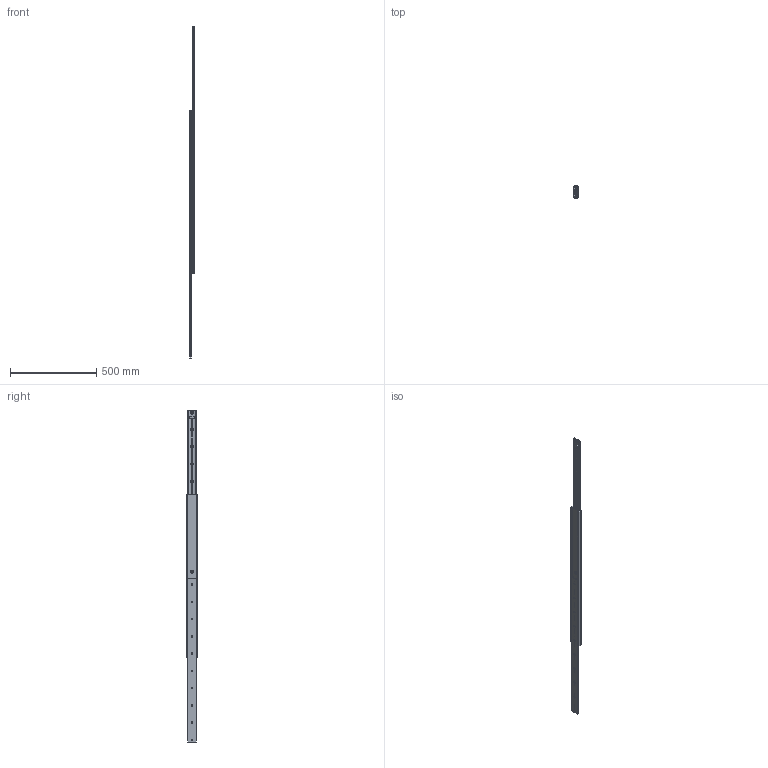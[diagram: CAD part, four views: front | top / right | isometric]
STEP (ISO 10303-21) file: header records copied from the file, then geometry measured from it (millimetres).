
FILE_DESCRIPTION (( 'STEP AP214' ), '1' );
FILE_NAME ('Telescopic-410-950-Rollco.step', '2023-11-07T13:47:09', ( '' ), ( '' ), 'SwSTEP 2.0', 'SolidWorks 2010', '' );
FILE_SCHEMA (( 'AUTOMOTIVE_DESIGN' ));
Length unit declared in the file: millimetre
Products named in the file (3): Slide-Middle-410-Rollco; Slide-Inner-410-Rollco; Telescopic-410-950-Rollco
Assembly tree (3 placements, depth 2):
  Telescopic-410-950-Rollco
    Slide-Middle-410-Rollco
    Slide-Inner-410-Rollco  x2
Bounding box: 26 x 68 x 1925 mm (x, y, z)
Volume: 1114051 mm3; surface area: 448915.9 mm2
Topology: 3 solids, 3 shells, 248 faces, 748 edges, 480 vertices
Faces by surface type: plane 116, cylinder 92, cone 40
Entity records: 5289 total; most frequent: CARTESIAN_POINT 1016, ORIENTED_EDGE 898, DIRECTION 879, EDGE_CURVE 449, AXIS2_PLACEMENT_3D 313, VERTEX_POINT 290, LINE 253, VECTOR 253
